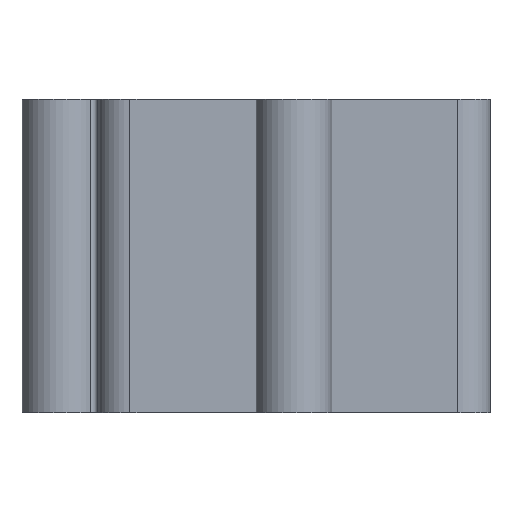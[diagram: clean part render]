
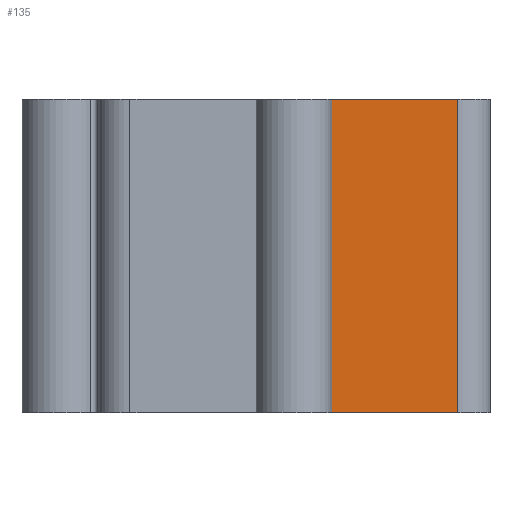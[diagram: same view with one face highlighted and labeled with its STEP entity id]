
A CAD part, left-side view. The second image highlights one B-rep face of the part: STEP entity #135.
In plain terms, the highlighted planar face has unit normal (-1, 0, 0).
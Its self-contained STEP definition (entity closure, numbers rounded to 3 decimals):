
#135 = ADVANCED_FACE( '', ( #327 ), #328, .F. );
#327 = FACE_OUTER_BOUND( '', #576, .T. );
#328 = PLANE( '', #577 );
#576 = EDGE_LOOP( '', ( #905, #906, #907, #908 ) );
#577 = AXIS2_PLACEMENT_3D( '', #909, #910, #911 );
#905 = ORIENTED_EDGE( '', *, *, #1616, .T. );
#906 = ORIENTED_EDGE( '', *, *, #1617, .F. );
#907 = ORIENTED_EDGE( '', *, *, #1618, .F. );
#908 = ORIENTED_EDGE( '', *, *, #1619, .T. );
#909 = CARTESIAN_POINT( '', ( -24., 8.757, 8. ) );
#910 = DIRECTION( '', ( 1., 0., 0. ) );
#911 = DIRECTION( '', ( 0., 0., -1. ) );
#1616 = EDGE_CURVE( '', #1980, #1981, #1982, .T. );
#1617 = EDGE_CURVE( '', #1983, #1981, #1984, .T. );
#1618 = EDGE_CURVE( '', #1985, #1983, #1986, .T. );
#1619 = EDGE_CURVE( '', #1985, #1980, #1987, .T. );
#1980 = VERTEX_POINT( '', #2662 );
#1981 = VERTEX_POINT( '', #2663 );
#1982 = LINE( '', #2664, #2665 );
#1983 = VERTEX_POINT( '', #2666 );
#1984 = LINE( '', #2667, #2668 );
#1985 = VERTEX_POINT( '', #2669 );
#1986 = LINE( '', #2670, #2671 );
#1987 = LINE( '', #2672, #2673 );
#2662 = CARTESIAN_POINT( '', ( -24., 8.757, -8. ) );
#2663 = CARTESIAN_POINT( '', ( -24., 1.65, -8. ) );
#2664 = CARTESIAN_POINT( '', ( -24., 8.757, -8. ) );
#2665 = VECTOR( '', #3229, 1000. );
#2666 = CARTESIAN_POINT( '', ( -24., 1.65, 8. ) );
#2667 = CARTESIAN_POINT( '', ( -24., 1.65, 8. ) );
#2668 = VECTOR( '', #3230, 1000. );
#2669 = CARTESIAN_POINT( '', ( -24., 8.757, 8. ) );
#2670 = CARTESIAN_POINT( '', ( -24., 8.757, 8. ) );
#2671 = VECTOR( '', #3231, 1000. );
#2672 = CARTESIAN_POINT( '', ( -24., 8.757, 8. ) );
#2673 = VECTOR( '', #3232, 1000. );
#3229 = DIRECTION( '', ( 0., -1., 0. ) );
#3230 = DIRECTION( '', ( 0., 0., -1. ) );
#3231 = DIRECTION( '', ( 0., -1., 0. ) );
#3232 = DIRECTION( '', ( 0., 0., -1. ) );
